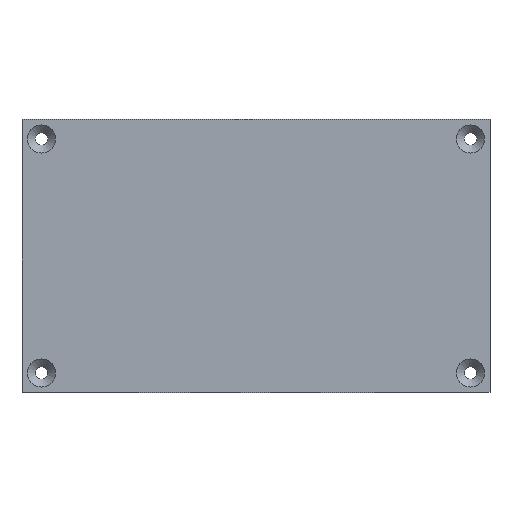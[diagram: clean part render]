
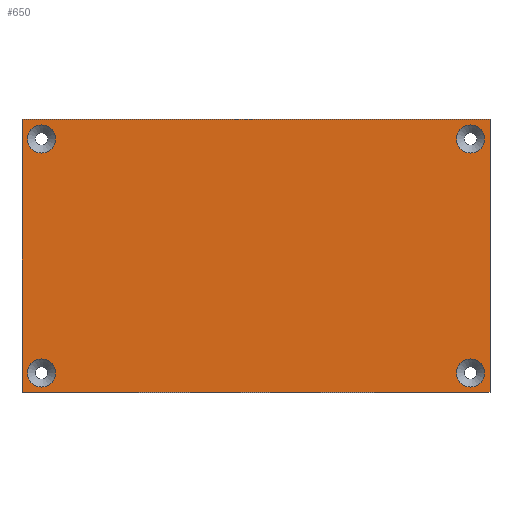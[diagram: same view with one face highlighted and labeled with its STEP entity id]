
A CAD part, top view. The second image highlights one B-rep face of the part: STEP entity #650.
In plain terms, the highlighted planar face has unit normal (0, 0, 1).
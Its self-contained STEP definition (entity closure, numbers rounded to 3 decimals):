
#32 = VERTEX_POINT('',#33);
#33 = CARTESIAN_POINT('',(0.,0.,42.));
#39 = EDGE_CURVE('',#32,#40,#42,.T.);
#40 = VERTEX_POINT('',#41);
#41 = CARTESIAN_POINT('',(120.,0.,42.));
#42 = LINE('',#43,#44);
#43 = CARTESIAN_POINT('',(0.,0.,42.));
#44 = VECTOR('',#45,1.);
#45 = DIRECTION('',(1.,0.,0.));
#632 = EDGE_CURVE('',#40,#633,#635,.T.);
#633 = VERTEX_POINT('',#634);
#634 = CARTESIAN_POINT('',(120.,70.,42.));
#635 = LINE('',#636,#637);
#636 = CARTESIAN_POINT('',(120.,0.,42.));
#637 = VECTOR('',#638,1.);
#638 = DIRECTION('',(0.,1.,0.));
#650 = ADVANCED_FACE('',(#651,#669,#680,#691,#702),#713,.T.);
#651 = FACE_BOUND('',#652,.T.);
#652 = EDGE_LOOP('',(#653,#654,#655,#663));
#653 = ORIENTED_EDGE('',*,*,#39,.T.);
#654 = ORIENTED_EDGE('',*,*,#632,.T.);
#655 = ORIENTED_EDGE('',*,*,#656,.T.);
#656 = EDGE_CURVE('',#633,#657,#659,.T.);
#657 = VERTEX_POINT('',#658);
#658 = CARTESIAN_POINT('',(0.,70.,42.));
#659 = LINE('',#660,#661);
#660 = CARTESIAN_POINT('',(120.,70.,42.));
#661 = VECTOR('',#662,1.);
#662 = DIRECTION('',(-1.,0.,0.));
#663 = ORIENTED_EDGE('',*,*,#664,.T.);
#664 = EDGE_CURVE('',#657,#32,#665,.T.);
#665 = LINE('',#666,#667);
#666 = CARTESIAN_POINT('',(0.,70.,42.));
#667 = VECTOR('',#668,1.);
#668 = DIRECTION('',(0.,-1.,0.));
#669 = FACE_BOUND('',#670,.T.);
#670 = EDGE_LOOP('',(#671));
#671 = ORIENTED_EDGE('',*,*,#672,.F.);
#672 = EDGE_CURVE('',#673,#673,#675,.T.);
#673 = VERTEX_POINT('',#674);
#674 = CARTESIAN_POINT('',(8.6,5.,42.));
#675 = CIRCLE('',#676,3.6);
#676 = AXIS2_PLACEMENT_3D('',#677,#678,#679);
#677 = CARTESIAN_POINT('',(5.,5.,42.));
#678 = DIRECTION('',(0.,0.,1.));
#679 = DIRECTION('',(1.,0.,0.));
#680 = FACE_BOUND('',#681,.T.);
#681 = EDGE_LOOP('',(#682));
#682 = ORIENTED_EDGE('',*,*,#683,.F.);
#683 = EDGE_CURVE('',#684,#684,#686,.T.);
#684 = VERTEX_POINT('',#685);
#685 = CARTESIAN_POINT('',(118.6,5.,42.));
#686 = CIRCLE('',#687,3.6);
#687 = AXIS2_PLACEMENT_3D('',#688,#689,#690);
#688 = CARTESIAN_POINT('',(115.,5.,42.));
#689 = DIRECTION('',(0.,0.,1.));
#690 = DIRECTION('',(1.,0.,0.));
#691 = FACE_BOUND('',#692,.T.);
#692 = EDGE_LOOP('',(#693));
#693 = ORIENTED_EDGE('',*,*,#694,.F.);
#694 = EDGE_CURVE('',#695,#695,#697,.T.);
#695 = VERTEX_POINT('',#696);
#696 = CARTESIAN_POINT('',(8.6,65.,42.));
#697 = CIRCLE('',#698,3.6);
#698 = AXIS2_PLACEMENT_3D('',#699,#700,#701);
#699 = CARTESIAN_POINT('',(5.,65.,42.));
#700 = DIRECTION('',(0.,0.,1.));
#701 = DIRECTION('',(1.,0.,0.));
#702 = FACE_BOUND('',#703,.T.);
#703 = EDGE_LOOP('',(#704));
#704 = ORIENTED_EDGE('',*,*,#705,.F.);
#705 = EDGE_CURVE('',#706,#706,#708,.T.);
#706 = VERTEX_POINT('',#707);
#707 = CARTESIAN_POINT('',(118.6,65.,42.));
#708 = CIRCLE('',#709,3.6);
#709 = AXIS2_PLACEMENT_3D('',#710,#711,#712);
#710 = CARTESIAN_POINT('',(115.,65.,42.));
#711 = DIRECTION('',(0.,0.,1.));
#712 = DIRECTION('',(1.,0.,0.));
#713 = PLANE('',#714);
#714 = AXIS2_PLACEMENT_3D('',#715,#716,#717);
#715 = CARTESIAN_POINT('',(60.,35.,42.));
#716 = DIRECTION('',(0.,0.,1.));
#717 = DIRECTION('',(1.,0.,0.));
